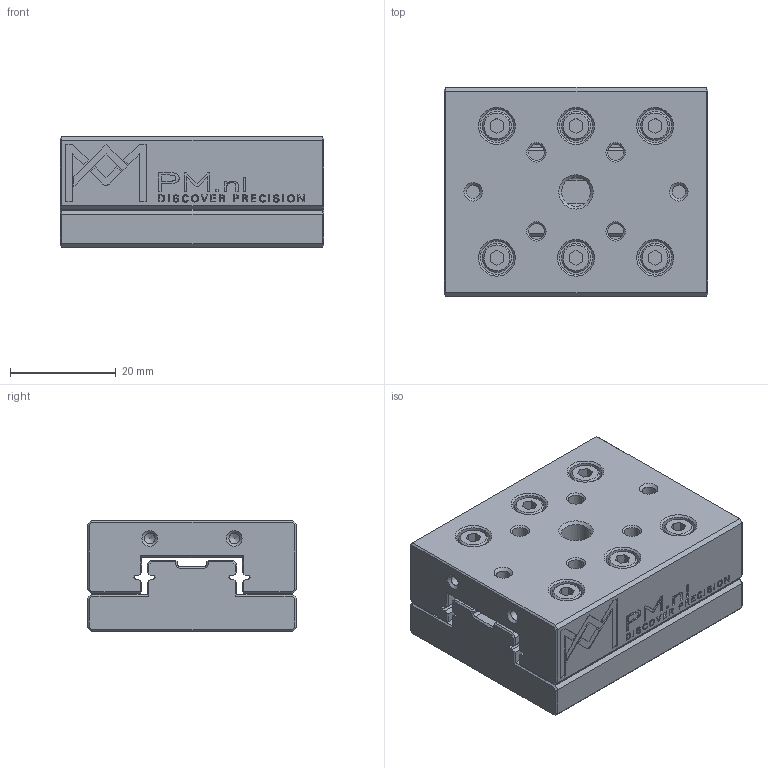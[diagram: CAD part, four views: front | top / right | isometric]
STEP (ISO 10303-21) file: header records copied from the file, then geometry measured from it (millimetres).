
FILE_DESCRIPTION(/* description */ (''),/* implementation_level */ '2;1');
FILE_NAME(/* name */ 'RT-2045_stp.stp',/* time_stamp */ '2024-10-04T14:23:16+02:00',/* author */ (''),/* organization */ (''),/* preprocessor_version */ 'ST-DEVELOPER v16.7',/* originating_system */ 'SIEMENS PLM Software NX 12.0',/* authorisation */ '');
FILE_SCHEMA (('AUTOMOTIVE_DESIGN { 1 0 10303 214 3 1 1 1 }'));
Length unit declared in the file: millimetre
Products named in the file (1): RT-2045_stp
Bounding box: 50 x 39.6 x 21 mm (x, y, z)
Volume: 37885.8 mm3; surface area: 15319.4 mm2
Topology: 2 solids, 2 shells, 957 faces, 2403 edges, 1562 vertices
Faces by surface type: plane 668, bspline 180, cone 57, cylinder 52
Full cylindrical faces by diameter (mm): 2 x4, 2.5 x5, 3 x4, 3.8 x4, 5.5 x13, 6.3 x16
Entity records: 32609 total; most frequent: CARTESIAN_POINT 7278, ORIENTED_EDGE 4574, DIRECTION 3640, EDGE_CURVE 2287, LINE 1770, VECTOR 1770, VERTEX_POINT 1549, EDGE_LOOP 1190
